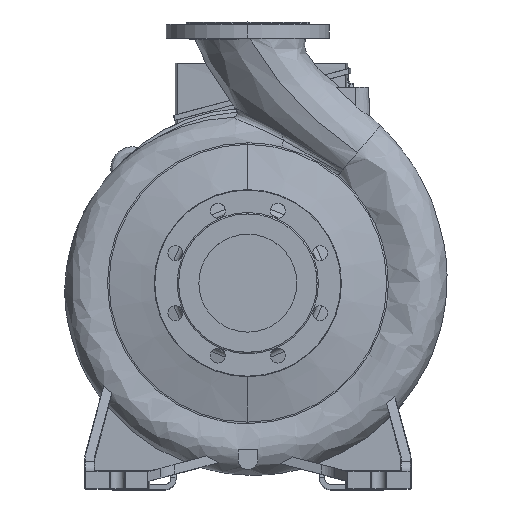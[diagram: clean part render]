
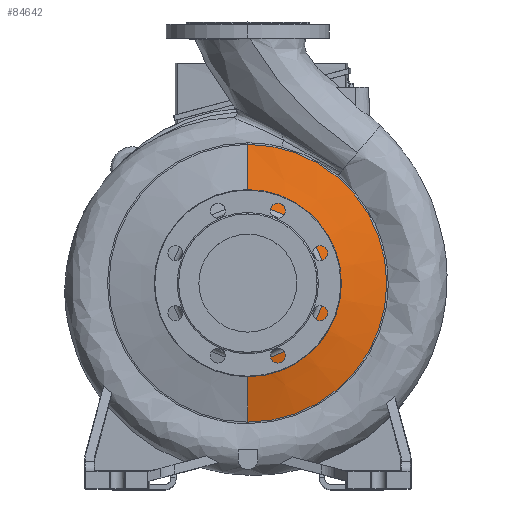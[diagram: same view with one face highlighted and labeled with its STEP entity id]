
A CAD part, top view. The second image highlights one B-rep face of the part: STEP entity #84642.
In plain terms, the highlighted conical face has half-angle 75.355 degrees and reference radius 212.725 mm.
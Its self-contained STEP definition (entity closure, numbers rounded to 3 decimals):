
#614 = CARTESIAN_POINT ( 'NONE',  ( 0., 0., 60.445 ) ) ;
#620 = VERTEX_POINT ( 'NONE', #95254 ) ;
#2805 = ORIENTED_EDGE ( 'NONE', *, *, #100319, .F. ) ;
#14864 = LINE ( 'NONE', #123008, #114435 ) ;
#16138 = DIRECTION ( 'NONE',  ( 0., 0.968, -0.253 ) ) ;
#20973 = DIRECTION ( 'NONE',  ( 0., 1., 0. ) ) ;
#21685 = ORIENTED_EDGE ( 'NONE', *, *, #46440, .T. ) ;
#23209 = CARTESIAN_POINT ( 'NONE',  ( 0., 118.385, 60.445 ) ) ;
#26141 = CARTESIAN_POINT ( 'NONE',  ( 0., 212.725, 35.792 ) ) ;
#30071 = VECTOR ( 'NONE', #114543, 1000. ) ;
#33414 = DIRECTION ( 'NONE',  ( 0., 1., 0. ) ) ;
#35397 = CARTESIAN_POINT ( 'NONE',  ( 0., -212.725, 35.792 ) ) ;
#37478 = VERTEX_POINT ( 'NONE', #26141 ) ;
#41684 = AXIS2_PLACEMENT_3D ( 'NONE', #614, #121575, #33414 ) ;
#41962 = EDGE_LOOP ( 'NONE', ( #111306, #96466, #21685, #2805 ) ) ;
#46440 = EDGE_CURVE ( 'NONE', #620, #37478, #63938, .T. ) ;
#49760 = EDGE_CURVE ( 'NONE', #123217, #88724, #109459, .T. ) ;
#56152 = DIRECTION ( 'NONE',  ( 0., 0., 1. ) ) ;
#59002 = DIRECTION ( 'NONE',  ( 0., 0., -1. ) ) ;
#63897 = CARTESIAN_POINT ( 'NONE',  ( 0., 0., 35.792 ) ) ;
#63938 = CIRCLE ( 'NONE', #80354, 212.725 ) ;
#80354 = AXIS2_PLACEMENT_3D ( 'NONE', #63897, #56152, #103117 ) ;
#84642 = ADVANCED_FACE ( 'NONE', ( #127224 ), #100050, .T. ) ;
#84921 = LINE ( 'NONE', #35397, #30071 ) ;
#87744 = AXIS2_PLACEMENT_3D ( 'NONE', #89193, #59002, #20973 ) ;
#88724 = VERTEX_POINT ( 'NONE', #23209 ) ;
#89193 = CARTESIAN_POINT ( 'NONE',  ( 0., 0., 35.792 ) ) ;
#95254 = CARTESIAN_POINT ( 'NONE',  ( 0., -212.725, 35.792 ) ) ;
#96466 = ORIENTED_EDGE ( 'NONE', *, *, #99566, .T. ) ;
#99566 = EDGE_CURVE ( 'NONE', #123217, #620, #84921, .T. ) ;
#100050 = CONICAL_SURFACE ( 'NONE', #87744, 212.725, 1.315 ) ;
#100319 = EDGE_CURVE ( 'NONE', #88724, #37478, #14864, .T. ) ;
#103117 = DIRECTION ( 'NONE',  ( 0., 1., 0. ) ) ;
#106778 = CARTESIAN_POINT ( 'NONE',  ( 0., -118.385, 60.445 ) ) ;
#109459 = CIRCLE ( 'NONE', #41684, 118.385 ) ;
#111306 = ORIENTED_EDGE ( 'NONE', *, *, #49760, .F. ) ;
#114435 = VECTOR ( 'NONE', #16138, 1000. ) ;
#114543 = DIRECTION ( 'NONE',  ( 0., -0.968, -0.253 ) ) ;
#121575 = DIRECTION ( 'NONE',  ( 0., 0., 1. ) ) ;
#123008 = CARTESIAN_POINT ( 'NONE',  ( 0., 212.725, 35.792 ) ) ;
#123217 = VERTEX_POINT ( 'NONE', #106778 ) ;
#127224 = FACE_OUTER_BOUND ( 'NONE', #41962, .T. ) ;
